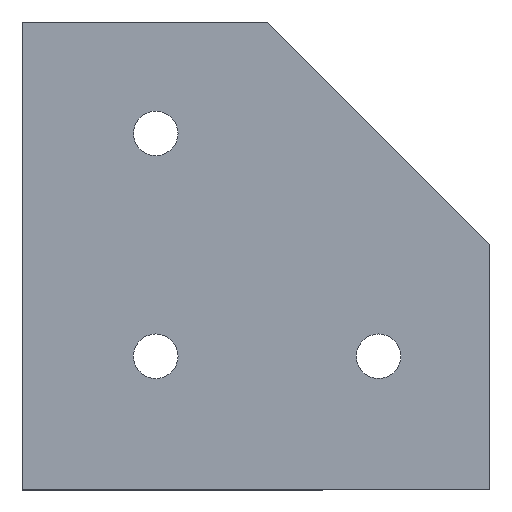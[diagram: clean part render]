
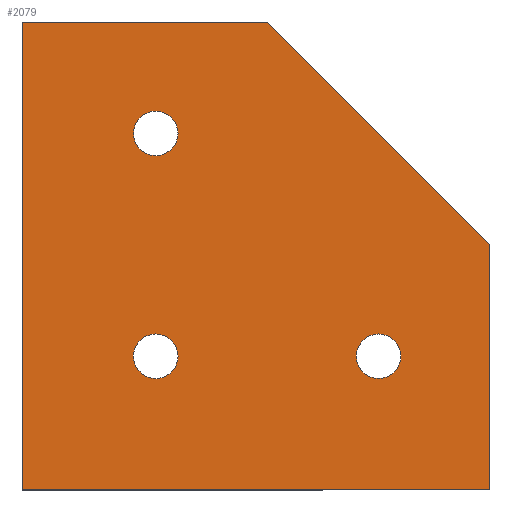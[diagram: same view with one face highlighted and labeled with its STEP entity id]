
A CAD part, front view. The second image highlights one B-rep face of the part: STEP entity #2079.
In plain terms, the highlighted planar face has unit normal (0, -1, 0).
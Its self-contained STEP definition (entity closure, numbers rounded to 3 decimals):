
#51=FACE_BOUND('',#366,.T.);
#52=FACE_BOUND('',#367,.T.);
#53=FACE_BOUND('',#368,.T.);
#136=PLANE('',#2267);
#241=FACE_OUTER_BOUND('',#365,.T.);
#365=EDGE_LOOP('',(#1876,#1877,#1878,#1879,#1880));
#366=EDGE_LOOP('',(#1881));
#367=EDGE_LOOP('',(#1882));
#368=EDGE_LOOP('',(#1883));
#417=LINE('',#2937,#630);
#548=LINE('',#3333,#761);
#550=LINE('',#3337,#763);
#593=LINE('',#3442,#806);
#594=LINE('',#3444,#807);
#630=VECTOR('',#2347,10.);
#761=VECTOR('',#2716,10.);
#763=VECTOR('',#2720,10.);
#806=VECTOR('',#2821,10.);
#807=VECTOR('',#2824,10.);
#828=CIRCLE('',#2138,3.);
#853=CIRCLE('',#2198,3.);
#854=CIRCLE('',#2200,3.);
#908=VERTEX_POINT('',#2934);
#909=VERTEX_POINT('',#2936);
#939=VERTEX_POINT('',#3013);
#1006=VERTEX_POINT('',#3218);
#1007=VERTEX_POINT('',#3222);
#1031=VERTEX_POINT('',#3332);
#1032=VERTEX_POINT('',#3336);
#1065=VERTEX_POINT('',#3440);
#1110=EDGE_CURVE('',#908,#909,#417,.T.);
#1148=EDGE_CURVE('',#939,#939,#828,.T.);
#1248=EDGE_CURVE('',#1006,#1006,#853,.T.);
#1250=EDGE_CURVE('',#1007,#1007,#854,.T.);
#1299=EDGE_CURVE('',#909,#1031,#548,.T.);
#1301=EDGE_CURVE('',#1031,#1032,#550,.T.);
#1352=EDGE_CURVE('',#1065,#1032,#593,.T.);
#1353=EDGE_CURVE('',#1065,#908,#594,.T.);
#1876=ORIENTED_EDGE('',*,*,#1353,.F.);
#1877=ORIENTED_EDGE('',*,*,#1352,.T.);
#1878=ORIENTED_EDGE('',*,*,#1301,.F.);
#1879=ORIENTED_EDGE('',*,*,#1299,.F.);
#1880=ORIENTED_EDGE('',*,*,#1110,.F.);
#1881=ORIENTED_EDGE('',*,*,#1148,.T.);
#1882=ORIENTED_EDGE('',*,*,#1248,.T.);
#1883=ORIENTED_EDGE('',*,*,#1250,.T.);
#2079=ADVANCED_FACE('',(#241,#51,#52,#53),#136,.T.);
#2138=AXIS2_PLACEMENT_3D('',#3014,#2414,#2415);
#2198=AXIS2_PLACEMENT_3D('',#3220,#2601,#2602);
#2200=AXIS2_PLACEMENT_3D('',#3224,#2606,#2607);
#2267=AXIS2_PLACEMENT_3D('',#3443,#2822,#2823);
#2347=DIRECTION('',(1.,0.,0.));
#2414=DIRECTION('center_axis',(0.,1.,0.));
#2415=DIRECTION('ref_axis',(1.,0.,0.));
#2601=DIRECTION('center_axis',(0.,1.,0.));
#2602=DIRECTION('ref_axis',(-1.,0.,0.));
#2606=DIRECTION('center_axis',(0.,1.,0.));
#2607=DIRECTION('ref_axis',(-1.,0.,0.));
#2716=DIRECTION('',(0.707,0.,-0.707));
#2720=DIRECTION('',(0.,0.,-1.));
#2821=DIRECTION('',(1.,0.,0.));
#2822=DIRECTION('center_axis',(0.,-1.,0.));
#2823=DIRECTION('ref_axis',(0.,0.,-1.));
#2824=DIRECTION('',(0.,0.,1.));
#2934=CARTESIAN_POINT('',(0.,-3.,60.));
#2936=CARTESIAN_POINT('',(33.,-3.,60.));
#2937=CARTESIAN_POINT('',(0.,-3.,60.));
#3013=CARTESIAN_POINT('',(15.,-3.,45.));
#3014=CARTESIAN_POINT('Origin',(18.,-3.,45.));
#3218=CARTESIAN_POINT('',(51.,-3.,15.));
#3220=CARTESIAN_POINT('Origin',(48.,-3.,15.));
#3222=CARTESIAN_POINT('',(21.,-3.,15.));
#3224=CARTESIAN_POINT('Origin',(18.,-3.,15.));
#3332=CARTESIAN_POINT('',(63.,-3.,30.));
#3333=CARTESIAN_POINT('',(32.25,-3.,60.75));
#3336=CARTESIAN_POINT('',(63.,-3.,-3.));
#3337=CARTESIAN_POINT('',(63.,-3.,60.));
#3440=CARTESIAN_POINT('',(0.,-3.,-3.));
#3442=CARTESIAN_POINT('',(0.,-3.,-3.));
#3443=CARTESIAN_POINT('Origin',(0.,-3.,60.));
#3444=CARTESIAN_POINT('',(0.,-3.,-3.));
